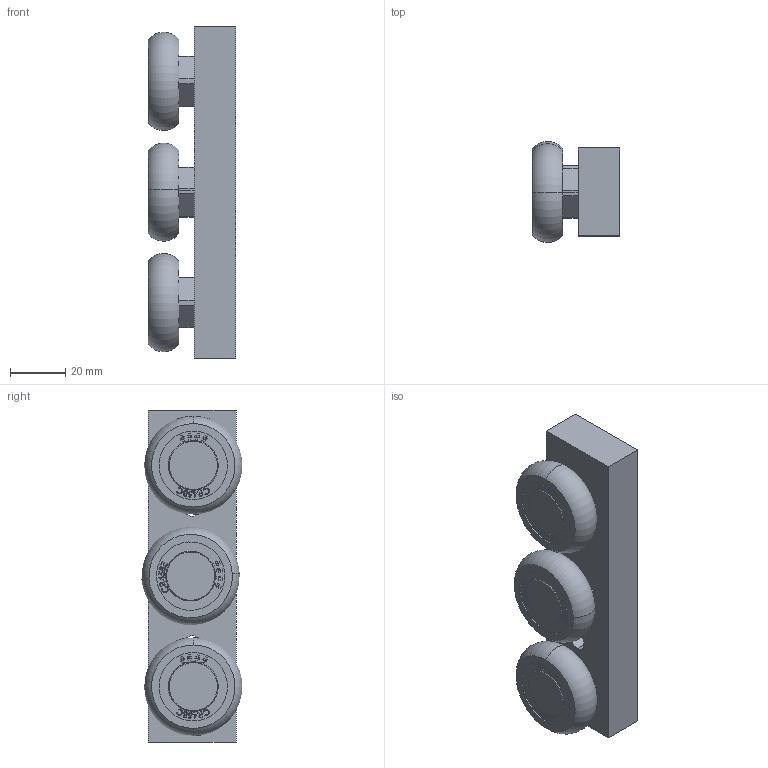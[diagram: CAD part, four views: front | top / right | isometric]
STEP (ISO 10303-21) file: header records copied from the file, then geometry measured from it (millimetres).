
FILE_DESCRIPTION (( 'STEP AP203' ), '1' );
FILE_NAME ('CRT_E6499C4B19.step', '2019-08-22T20:31:59', ( '' ), ( '' ), 'SwSTEP 2.0', 'SolidWorks 2018', '' );
FILE_SCHEMA (( 'CONFIG_CONTROL_DESIGN' ));
Length unit declared in the file: inch
Products named in the file (3): CRT_E6499C4B19; fitPOYQRCp_CADModel_0
Assembly tree (1 placements, depth 2):
  CRT_E6499C4B19
    fitPOYQRCp_CADModel_0
  fitPOYQRCp_CADModel_0
Bounding box: 31.5 x 36.37 x 120 mm (x, y, z)
Volume: 81351.5 mm3; surface area: 37090.6 mm2
Topology: 19 solids, 19 shells, 1080 faces, 2748 edges, 1800 vertices
Faces by surface type: plane 691, bspline 111, cylinder 106, sphere 96, cone 46, torus 30
Entity records: 41514 total; most frequent: CARTESIAN_POINT 15688, ORIENTED_EDGE 5464, DIRECTION 4800, EDGE_CURVE 2732, VECTOR 1976, LINE 1976, VERTEX_POINT 1800, AXIS2_PLACEMENT_3D 1412
